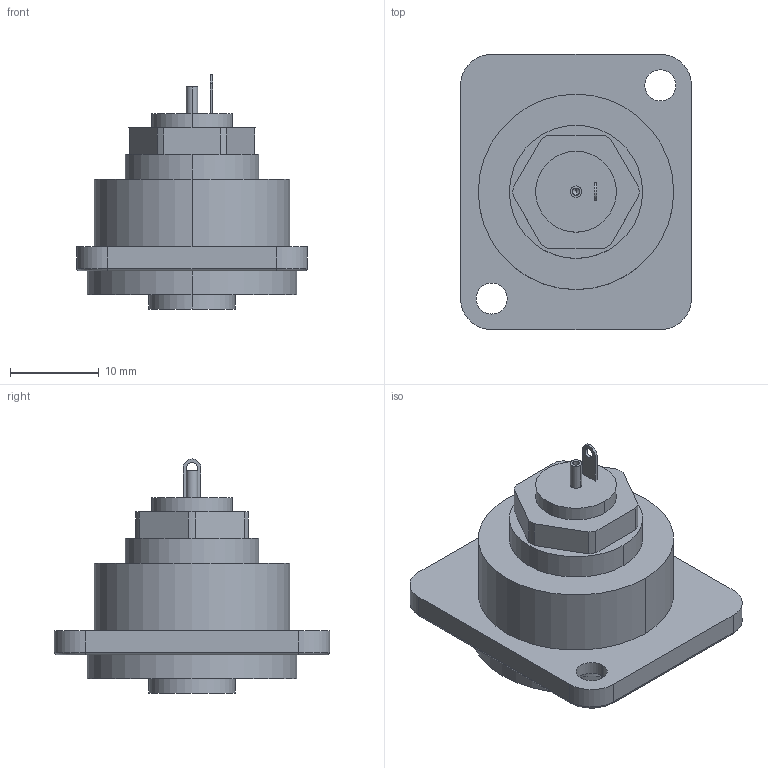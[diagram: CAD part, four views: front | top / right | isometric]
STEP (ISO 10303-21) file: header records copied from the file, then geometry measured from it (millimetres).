
FILE_DESCRIPTION((''),'2;1');
FILE_NAME('D-NBB75DSI','2014-04-14T',('odo'),(''),'PRO/ENGINEER BY PARAMETRIC TECHNOLOGY CORPORATION, 2011310','PRO/ENGINEER BY PARAMETRIC TECHNOLOGY CORPORATION, 2011310','');
FILE_SCHEMA(('AUTOMOTIVE_DESIGN_CC2 { 1 2 10303 214 -1 1 5 2 }'));
Length unit declared in the file: millimetre
Products named in the file (1): D-NBB75DSI
Bounding box: 26 x 31 x 26.35 mm (x, y, z)
Volume: 4505.5 mm3; surface area: 4224.8 mm2
Topology: 1 solids, 1 shells, 86 faces, 198 edges, 125 vertices
Faces by surface type: cylinder 45, plane 29, cone 8, torus 4
Entity records: 2722 total; most frequent: DIRECTION 462, CARTESIAN_POINT 460, ORIENTED_EDGE 392, COLOUR_RGB 209, EDGE_CURVE 196, AXIS2_PLACEMENT_3D 184, VERTEX_POINT 125, EDGE_LOOP 105
